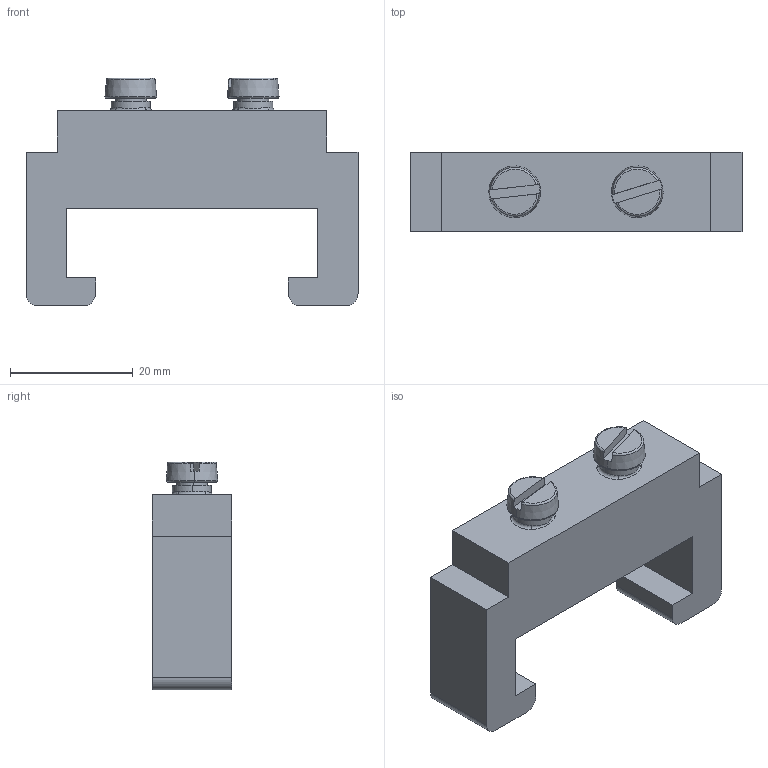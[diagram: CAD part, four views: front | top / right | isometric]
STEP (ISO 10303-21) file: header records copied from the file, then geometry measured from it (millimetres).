
FILE_DESCRIPTION (( 'STEP AP214' ), '1' );
FILE_NAME ('400140_BIK 4.STP', '2013-11-14T08:45:48', ( 'arge' ), ( 'Microsoft' ), 'SwSTEP 2.0', 'SolidWorks 2013', '' );
FILE_SCHEMA (( 'AUTOMOTIVE_DESIGN' ));
Length unit declared in the file: millimetre
Products named in the file (1): 400140_BIK 4
Bounding box: 54.2 x 13 x 37.22 mm (x, y, z)
Volume: 14027.4 mm3; surface area: 5347.4 mm2
Topology: 1 solids, 1 shells, 64 faces, 164 edges, 108 vertices
Faces by surface type: plane 32, cylinder 12, torus 12, cone 4, bspline 4
Entity records: 3058 total; most frequent: CARTESIAN_POINT 757, DIRECTION 330, ORIENTED_EDGE 328, EDGE_CURVE 164, AXIS2_PLACEMENT_3D 129, VERTEX_POINT 108, LINE 72, VECTOR 72
